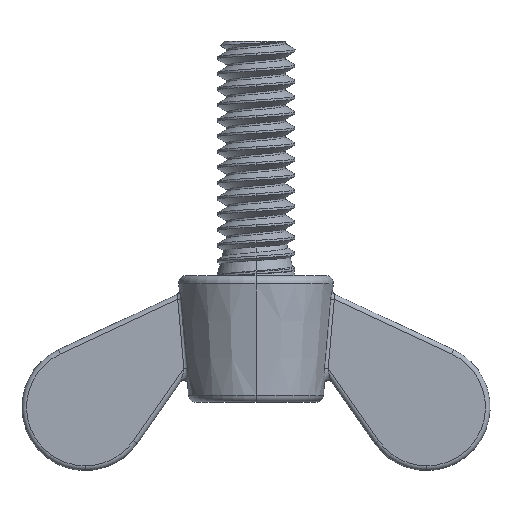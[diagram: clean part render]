
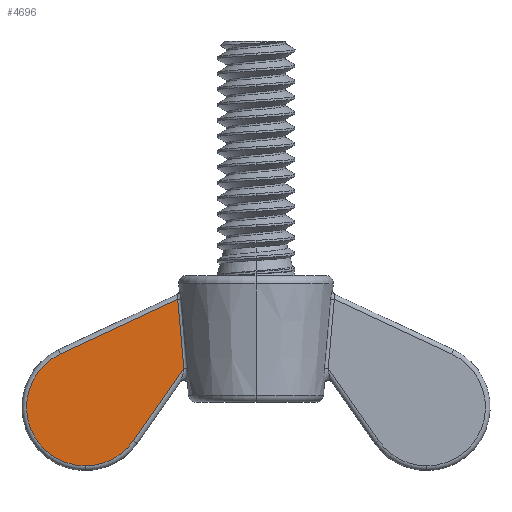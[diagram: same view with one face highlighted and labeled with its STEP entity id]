
A CAD part, left-side view. The second image highlights one B-rep face of the part: STEP entity #4696.
In plain terms, the highlighted planar face has unit normal (-1, 0, 0).
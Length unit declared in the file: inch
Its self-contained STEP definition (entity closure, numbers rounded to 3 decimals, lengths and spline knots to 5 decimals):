
#2 = VERTEX_POINT ( 'NONE', #5488 ) ;
#93 = CARTESIAN_POINT ( 'NONE',  ( -0.0375, 0.25094, -0.8263 ) ) ;
#133 = VECTOR ( 'NONE', #3521, 39.37008 ) ;
#291 = ORIENTED_EDGE ( 'NONE', *, *, #1054, .T. ) ;
#540 = EDGE_CURVE ( 'NONE', #1438, #1720, #5216, .T. ) ;
#702 = CARTESIAN_POINT ( 'NONE',  ( -0.0375, 0.24432, -0.90048 ) ) ;
#1054 = EDGE_CURVE ( 'NONE', #2, #3896, #1741, .T. ) ;
#1092 = AXIS2_PLACEMENT_3D ( 'NONE', #5652, #4277, #3805 ) ;
#1126 = DIRECTION ( 'NONE',  ( 0., 0., -1. ) ) ;
#1307 = EDGE_CURVE ( 'NONE', #1720, #2009, #2633, .T. ) ;
#1348 = EDGE_LOOP ( 'NONE', ( #3313, #5874, #3523, #291, #3358 ) ) ;
#1407 = DIRECTION ( 'NONE',  ( -1., 0., 0. ) ) ;
#1438 = VERTEX_POINT ( 'NONE', #5150 ) ;
#1652 = PLANE ( 'NONE',  #1092 ) ;
#1690 = LINE ( 'NONE', #3962, #133 ) ;
#1720 = VERTEX_POINT ( 'NONE', #2154 ) ;
#1741 = CIRCLE ( 'NONE', #3532, 0.18813 ) ;
#1850 = CARTESIAN_POINT ( 'NONE',  ( -0.0375, 0.54688, -1.17188 ) ) ;
#2009 = VERTEX_POINT ( 'NONE', #93 ) ;
#2020 = VECTOR ( 'NONE', #2472, 39.37008 ) ;
#2051 = CARTESIAN_POINT ( 'NONE',  ( -0.0375, 0.54688, -1.17188 ) ) ;
#2154 = CARTESIAN_POINT ( 'NONE',  ( -0.0375, 0.23106, -1.04882 ) ) ;
#2426 = FACE_OUTER_BOUND ( 'NONE', #1348, .T. ) ;
#2472 = DIRECTION ( 'NONE',  ( 0., -0.574, 0.819 ) ) ;
#2516 = CIRCLE ( 'NONE', #3735, 0.18813 ) ;
#2530 = CARTESIAN_POINT ( 'NONE',  ( -0.0375, -0.33775, -0.23649 ) ) ;
#2633 = B_SPLINE_CURVE_WITH_KNOTS ( 'NONE', 3,
 ( #4785, #4755, #702, #2958 ),
 .UNSPECIFIED., .F., .F.,
 ( 4, 4 ),
 ( 0., 0.00567 ),
 .UNSPECIFIED. ) ;
#2958 = CARTESIAN_POINT ( 'NONE',  ( -0.0375, 0.25094, -0.8263 ) ) ;
#3200 = DIRECTION ( 'NONE',  ( 0., 0., -1. ) ) ;
#3313 = ORIENTED_EDGE ( 'NONE', *, *, #540, .T. ) ;
#3358 = ORIENTED_EDGE ( 'NONE', *, *, #5464, .T. ) ;
#3521 = DIRECTION ( 'NONE',  ( 0., 0.906, -0.423 ) ) ;
#3523 = ORIENTED_EDGE ( 'NONE', *, *, #5713, .T. ) ;
#3532 = AXIS2_PLACEMENT_3D ( 'NONE', #2051, #5180, #1126 ) ;
#3735 = AXIS2_PLACEMENT_3D ( 'NONE', #1850, #1407, #3200 ) ;
#3805 = DIRECTION ( 'NONE',  ( 0., 0., -1. ) ) ;
#3896 = VERTEX_POINT ( 'NONE', #3972 ) ;
#3962 = CARTESIAN_POINT ( 'NONE',  ( -0.0375, -0.27167, -0.58261 ) ) ;
#3972 = CARTESIAN_POINT ( 'NONE',  ( -0.0375, 0.54688, -1.36 ) ) ;
#4277 = DIRECTION ( 'NONE',  ( 1., 0., 0. ) ) ;
#4696 = ADVANCED_FACE ( 'NONE', ( #2426 ), #1652, .F. ) ;
#4755 = CARTESIAN_POINT ( 'NONE',  ( -0.0375, 0.2377, -0.97465 ) ) ;
#4785 = CARTESIAN_POINT ( 'NONE',  ( -0.0375, 0.23106, -1.04882 ) ) ;
#5150 = CARTESIAN_POINT ( 'NONE',  ( -0.0375, 0.39277, -1.27978 ) ) ;
#5180 = DIRECTION ( 'NONE',  ( -1., 0., 0. ) ) ;
#5216 = LINE ( 'NONE', #2530, #2020 ) ;
#5464 = EDGE_CURVE ( 'NONE', #3896, #1438, #2516, .T. ) ;
#5488 = CARTESIAN_POINT ( 'NONE',  ( -0.0375, 0.62638, -1.00138 ) ) ;
#5652 = CARTESIAN_POINT ( 'NONE',  ( -0.0375, 0., 0. ) ) ;
#5713 = EDGE_CURVE ( 'NONE', #2009, #2, #1690, .T. ) ;
#5874 = ORIENTED_EDGE ( 'NONE', *, *, #1307, .T. ) ;
